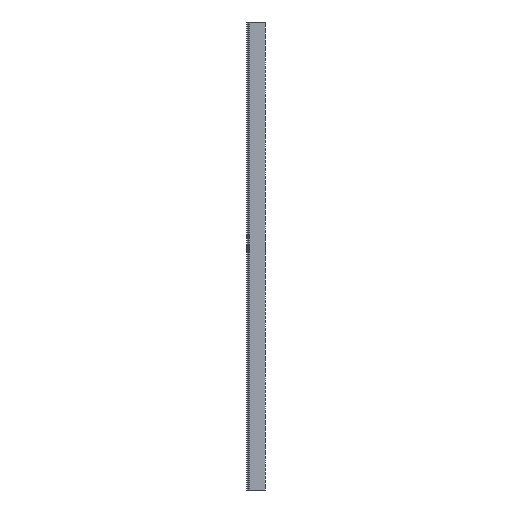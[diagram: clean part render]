
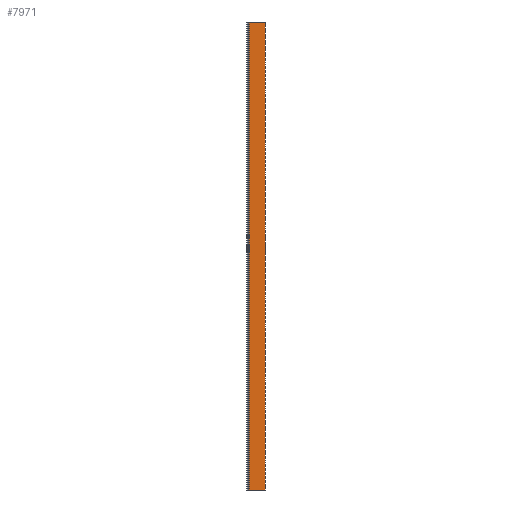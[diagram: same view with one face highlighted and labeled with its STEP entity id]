
A CAD part, left-side view. The second image highlights one B-rep face of the part: STEP entity #7971.
In plain terms, the highlighted planar face has unit normal (-1, 0, 0).
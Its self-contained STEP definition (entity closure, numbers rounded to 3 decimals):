
#892 = VERTEX_POINT ( 'NONE', #11731 ) ;
#1089 = LINE ( 'NONE', #10979, #6237 ) ;
#1362 = ORIENTED_EDGE ( 'NONE', *, *, #11785, .T. ) ;
#1594 = ORIENTED_EDGE ( 'NONE', *, *, #8117, .F. ) ;
#1914 = VERTEX_POINT ( 'NONE', #11824 ) ;
#2183 = EDGE_LOOP ( 'NONE', ( #11164, #3656, #1594, #1362 ) ) ;
#2218 = DIRECTION ( 'NONE',  ( 1., 0., 0. ) ) ;
#2232 = EDGE_CURVE ( 'NONE', #12134, #892, #12640, .T. ) ;
#2838 = EDGE_CURVE ( 'NONE', #1914, #892, #6554, .T. ) ;
#3306 = CARTESIAN_POINT ( 'NONE',  ( -20., 68.533, 0. ) ) ;
#3656 = ORIENTED_EDGE ( 'NONE', *, *, #2838, .F. ) ;
#4141 = CARTESIAN_POINT ( 'NONE',  ( -20., 67.6, 0. ) ) ;
#4977 = DIRECTION ( 'NONE',  ( 0., -1., 0. ) ) ;
#5034 = CARTESIAN_POINT ( 'NONE',  ( -20., 67.6, 2000. ) ) ;
#5044 = VERTEX_POINT ( 'NONE', #10397 ) ;
#5275 = VECTOR ( 'NONE', #12108, 1000. ) ;
#6063 = FACE_OUTER_BOUND ( 'NONE', #2183, .T. ) ;
#6211 = VECTOR ( 'NONE', #6366, 1000. ) ;
#6237 = VECTOR ( 'NONE', #9792, 1000. ) ;
#6366 = DIRECTION ( 'NONE',  ( 0., 0., -1. ) ) ;
#6554 = LINE ( 'NONE', #7260, #6211 ) ;
#6785 = VECTOR ( 'NONE', #4977, 1000. ) ;
#7088 = DIRECTION ( 'NONE',  ( 0., 1., 0. ) ) ;
#7260 = CARTESIAN_POINT ( 'NONE',  ( -20., 0., 2000. ) ) ;
#7971 = ADVANCED_FACE ( 'NONE', ( #6063 ), #10068, .F. ) ;
#8117 = EDGE_CURVE ( 'NONE', #5044, #1914, #11151, .T. ) ;
#8236 = CARTESIAN_POINT ( 'NONE',  ( -20., 67.6, 2000. ) ) ;
#8951 = AXIS2_PLACEMENT_3D ( 'NONE', #5034, #2218, #7088 ) ;
#9792 = DIRECTION ( 'NONE',  ( 0., 0., -1. ) ) ;
#10068 = PLANE ( 'NONE',  #8951 ) ;
#10397 = CARTESIAN_POINT ( 'NONE',  ( -20., 68.533, 2000. ) ) ;
#10979 = CARTESIAN_POINT ( 'NONE',  ( -20., 68.533, 2000. ) ) ;
#11151 = LINE ( 'NONE', #8236, #5275 ) ;
#11164 = ORIENTED_EDGE ( 'NONE', *, *, #2232, .T. ) ;
#11731 = CARTESIAN_POINT ( 'NONE',  ( -20., 0., 0. ) ) ;
#11785 = EDGE_CURVE ( 'NONE', #5044, #12134, #1089, .T. ) ;
#11824 = CARTESIAN_POINT ( 'NONE',  ( -20., 0., 2000. ) ) ;
#12108 = DIRECTION ( 'NONE',  ( 0., -1., 0. ) ) ;
#12134 = VERTEX_POINT ( 'NONE', #3306 ) ;
#12640 = LINE ( 'NONE', #4141, #6785 ) ;
